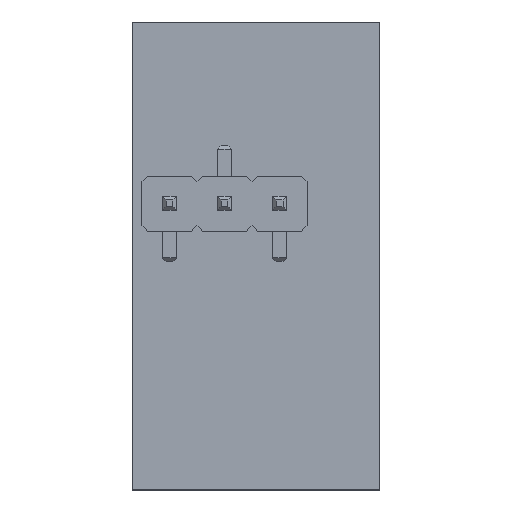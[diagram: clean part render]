
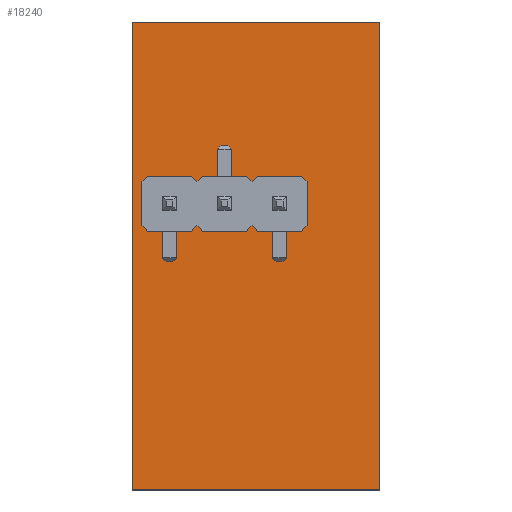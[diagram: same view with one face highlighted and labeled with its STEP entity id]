
A CAD part, top view. The second image highlights one B-rep face of the part: STEP entity #18240.
In plain terms, the highlighted planar face has unit normal (0, 0, 1).
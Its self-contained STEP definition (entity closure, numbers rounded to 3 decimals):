
#17926 = VERTEX_POINT('',#17927);
#17927 = CARTESIAN_POINT('',(153.644,-105.,1.6));
#17934 = PLANE('',#17935);
#17935 = AXIS2_PLACEMENT_3D('',#17936,#17937,#17938);
#17936 = CARTESIAN_POINT('',(153.644,-105.,0.));
#17937 = DIRECTION('',(-1.,0.,0.));
#17938 = DIRECTION('',(0.,1.,0.));
#17946 = PLANE('',#17947);
#17947 = AXIS2_PLACEMENT_3D('',#17948,#17949,#17950);
#17948 = CARTESIAN_POINT('',(162.644,-105.,0.));
#17949 = DIRECTION('',(0.,-1.,0.));
#17950 = DIRECTION('',(-1.,0.,0.));
#17958 = EDGE_CURVE('',#17926,#17959,#17961,.T.);
#17959 = VERTEX_POINT('',#17960);
#17960 = CARTESIAN_POINT('',(153.644,-88.,1.6));
#17961 = SURFACE_CURVE('',#17962,(#17966,#17973),.PCURVE_S1.);
#17962 = LINE('',#17963,#17964);
#17963 = CARTESIAN_POINT('',(153.644,-105.,1.6));
#17964 = VECTOR('',#17965,1.);
#17965 = DIRECTION('',(0.,1.,0.));
#17966 = PCURVE('',#17934,#17967);
#17967 = DEFINITIONAL_REPRESENTATION('',(#17968),#17972);
#17968 = LINE('',#17969,#17970);
#17969 = CARTESIAN_POINT('',(0.,-1.6));
#17970 = VECTOR('',#17971,1.);
#17971 = DIRECTION('',(1.,0.));
#17972 = ( GEOMETRIC_REPRESENTATION_CONTEXT(2) 
PARAMETRIC_REPRESENTATION_CONTEXT() REPRESENTATION_CONTEXT('2D SPACE',''
  ) );
#17973 = PCURVE('',#17974,#17979);
#17974 = PLANE('',#17975);
#17975 = AXIS2_PLACEMENT_3D('',#17976,#17977,#17978);
#17976 = CARTESIAN_POINT('',(158.144,-96.5,1.6));
#17977 = DIRECTION('',(-0.,-0.,-1.));
#17978 = DIRECTION('',(-1.,0.,0.));
#17979 = DEFINITIONAL_REPRESENTATION('',(#17980),#17984);
#17980 = LINE('',#17981,#17982);
#17981 = CARTESIAN_POINT('',(4.5,-8.5));
#17982 = VECTOR('',#17983,1.);
#17983 = DIRECTION('',(0.,1.));
#17984 = ( GEOMETRIC_REPRESENTATION_CONTEXT(2) 
PARAMETRIC_REPRESENTATION_CONTEXT() REPRESENTATION_CONTEXT('2D SPACE',''
  ) );
#18002 = PLANE('',#18003);
#18003 = AXIS2_PLACEMENT_3D('',#18004,#18005,#18006);
#18004 = CARTESIAN_POINT('',(153.644,-88.,0.));
#18005 = DIRECTION('',(0.,1.,0.));
#18006 = DIRECTION('',(1.,0.,0.));
#18044 = EDGE_CURVE('',#17959,#18045,#18047,.T.);
#18045 = VERTEX_POINT('',#18046);
#18046 = CARTESIAN_POINT('',(162.644,-88.,1.6));
#18047 = SURFACE_CURVE('',#18048,(#18052,#18059),.PCURVE_S1.);
#18048 = LINE('',#18049,#18050);
#18049 = CARTESIAN_POINT('',(153.644,-88.,1.6));
#18050 = VECTOR('',#18051,1.);
#18051 = DIRECTION('',(1.,0.,0.));
#18052 = PCURVE('',#18002,#18053);
#18053 = DEFINITIONAL_REPRESENTATION('',(#18054),#18058);
#18054 = LINE('',#18055,#18056);
#18055 = CARTESIAN_POINT('',(0.,-1.6));
#18056 = VECTOR('',#18057,1.);
#18057 = DIRECTION('',(1.,0.));
#18058 = ( GEOMETRIC_REPRESENTATION_CONTEXT(2) 
PARAMETRIC_REPRESENTATION_CONTEXT() REPRESENTATION_CONTEXT('2D SPACE',''
  ) );
#18059 = PCURVE('',#17974,#18060);
#18060 = DEFINITIONAL_REPRESENTATION('',(#18061),#18065);
#18061 = LINE('',#18062,#18063);
#18062 = CARTESIAN_POINT('',(4.5,8.5));
#18063 = VECTOR('',#18064,1.);
#18064 = DIRECTION('',(-1.,0.));
#18065 = ( GEOMETRIC_REPRESENTATION_CONTEXT(2) 
PARAMETRIC_REPRESENTATION_CONTEXT() REPRESENTATION_CONTEXT('2D SPACE',''
  ) );
#18083 = PLANE('',#18084);
#18084 = AXIS2_PLACEMENT_3D('',#18085,#18086,#18087);
#18085 = CARTESIAN_POINT('',(162.644,-88.,0.));
#18086 = DIRECTION('',(1.,0.,-0.));
#18087 = DIRECTION('',(0.,-1.,0.));
#18120 = EDGE_CURVE('',#18045,#18121,#18123,.T.);
#18121 = VERTEX_POINT('',#18122);
#18122 = CARTESIAN_POINT('',(162.644,-105.,1.6));
#18123 = SURFACE_CURVE('',#18124,(#18128,#18135),.PCURVE_S1.);
#18124 = LINE('',#18125,#18126);
#18125 = CARTESIAN_POINT('',(162.644,-88.,1.6));
#18126 = VECTOR('',#18127,1.);
#18127 = DIRECTION('',(0.,-1.,0.));
#18128 = PCURVE('',#18083,#18129);
#18129 = DEFINITIONAL_REPRESENTATION('',(#18130),#18134);
#18130 = LINE('',#18131,#18132);
#18131 = CARTESIAN_POINT('',(0.,-1.6));
#18132 = VECTOR('',#18133,1.);
#18133 = DIRECTION('',(1.,0.));
#18134 = ( GEOMETRIC_REPRESENTATION_CONTEXT(2) 
PARAMETRIC_REPRESENTATION_CONTEXT() REPRESENTATION_CONTEXT('2D SPACE',''
  ) );
#18135 = PCURVE('',#17974,#18136);
#18136 = DEFINITIONAL_REPRESENTATION('',(#18137),#18141);
#18137 = LINE('',#18138,#18139);
#18138 = CARTESIAN_POINT('',(-4.5,8.5));
#18139 = VECTOR('',#18140,1.);
#18140 = DIRECTION('',(0.,-1.));
#18141 = ( GEOMETRIC_REPRESENTATION_CONTEXT(2) 
PARAMETRIC_REPRESENTATION_CONTEXT() REPRESENTATION_CONTEXT('2D SPACE',''
  ) );
#18191 = EDGE_CURVE('',#18121,#17926,#18192,.T.);
#18192 = SURFACE_CURVE('',#18193,(#18197,#18204),.PCURVE_S1.);
#18193 = LINE('',#18194,#18195);
#18194 = CARTESIAN_POINT('',(162.644,-105.,1.6));
#18195 = VECTOR('',#18196,1.);
#18196 = DIRECTION('',(-1.,0.,0.));
#18197 = PCURVE('',#17946,#18198);
#18198 = DEFINITIONAL_REPRESENTATION('',(#18199),#18203);
#18199 = LINE('',#18200,#18201);
#18200 = CARTESIAN_POINT('',(0.,-1.6));
#18201 = VECTOR('',#18202,1.);
#18202 = DIRECTION('',(1.,0.));
#18203 = ( GEOMETRIC_REPRESENTATION_CONTEXT(2) 
PARAMETRIC_REPRESENTATION_CONTEXT() REPRESENTATION_CONTEXT('2D SPACE',''
  ) );
#18204 = PCURVE('',#17974,#18205);
#18205 = DEFINITIONAL_REPRESENTATION('',(#18206),#18210);
#18206 = LINE('',#18207,#18208);
#18207 = CARTESIAN_POINT('',(-4.5,-8.5));
#18208 = VECTOR('',#18209,1.);
#18209 = DIRECTION('',(1.,0.));
#18210 = ( GEOMETRIC_REPRESENTATION_CONTEXT(2) 
PARAMETRIC_REPRESENTATION_CONTEXT() REPRESENTATION_CONTEXT('2D SPACE',''
  ) );
#18240 = ADVANCED_FACE('',(#18241),#17974,.F.);
#18241 = FACE_BOUND('',#18242,.F.);
#18242 = EDGE_LOOP('',(#18243,#18244,#18245,#18246));
#18243 = ORIENTED_EDGE('',*,*,#17958,.T.);
#18244 = ORIENTED_EDGE('',*,*,#18044,.T.);
#18245 = ORIENTED_EDGE('',*,*,#18120,.T.);
#18246 = ORIENTED_EDGE('',*,*,#18191,.T.);
